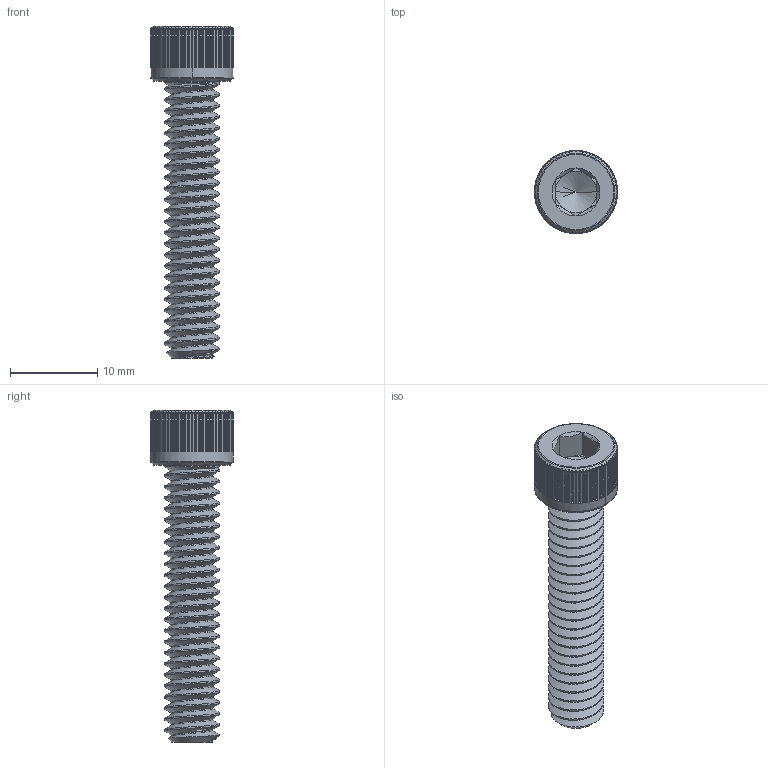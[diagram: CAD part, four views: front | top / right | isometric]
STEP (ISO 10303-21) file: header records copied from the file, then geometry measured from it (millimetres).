
FILE_DESCRIPTION (( 'STEP AP203' ), '1' );
FILE_NAME ('90128A250_Zinc-Plated Alloy Steel Socket Head Screw.STEP', '2024-01-17T20:52:28', ( 'Administrator' ), ( 'Managed by Terraform' ), 'SwSTEP 2.0', 'SolidWorks 2017', '' );
FILE_SCHEMA (( 'CONFIG_CONTROL_DESIGN' ));
Length unit declared in the file: inch
Products named in the file (1): 90128A250_Zinc-Plated Alloy Steel Socket Head Screw
Bounding box: 9.53 x 9.53 x 38.1 mm (x, y, z)
Volume: 1130.9 mm3; surface area: 1375.2 mm2
Topology: 1 solids, 1 shells, 455 faces, 1324 edges, 871 vertices
Faces by surface type: plane 159, cylinder 124, cone 91, torus 78, bspline 3
Entity records: 23383 total; most frequent: CARTESIAN_POINT 12549, ORIENTED_EDGE 2644, DIRECTION 1791, EDGE_CURVE 1322, VERTEX_POINT 871, AXIS2_PLACEMENT_3D 711, B_SPLINE_CURVE_WITH_KNOTS 595, EDGE_LOOP 457
